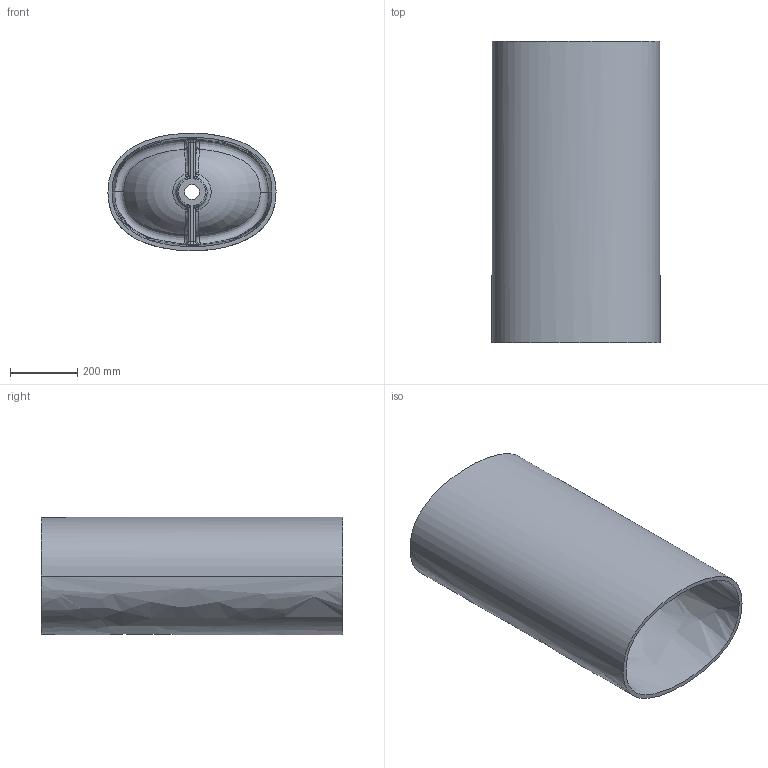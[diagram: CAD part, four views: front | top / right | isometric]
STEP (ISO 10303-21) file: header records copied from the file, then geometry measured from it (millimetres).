
FILE_DESCRIPTION (( 'STEP AP214' ), '1' );
FILE_NAME ('Lowa.STEP', '2023-06-23T13:32:15', ( 'User Windows' ), ( '' ), 'SwSTEP 2.0', 'SolidWorks 2020', '' );
FILE_SCHEMA (( 'AUTOMOTIVE_DESIGN' ));
Length unit declared in the file: millimetre
Products named in the file (1): Lowa
Bounding box: 501.57 x 900 x 351.47 mm (x, y, z)
Volume: 21703863.5 mm3; surface area: 2672791.1 mm2
Topology: 1 solids, 1 shells, 63 faces, 152 edges, 87 vertices
Faces by surface type: bspline 46, plane 8, cylinder 7, torus 1, cone 1
Full cylindrical faces by diameter (mm): 45 x1
Entity records: 17027 total; most frequent: CARTESIAN_POINT 15944, ORIENTED_EDGE 278, EDGE_CURVE 139, DIRECTION 112, B_SPLINE_CURVE_WITH_KNOTS 94, VERTEX_POINT 83, EDGE_LOOP 72, FACE_OUTER_BOUND 67
